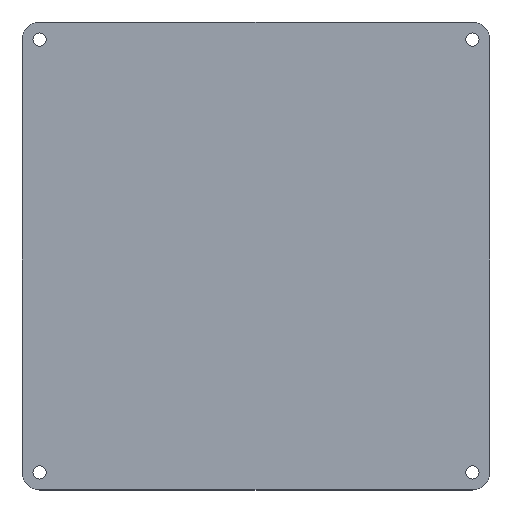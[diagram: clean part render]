
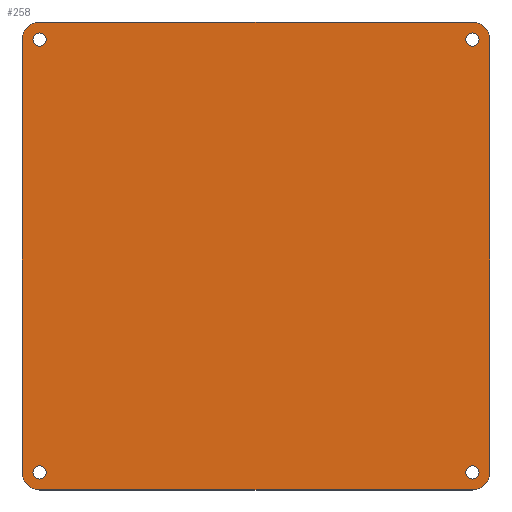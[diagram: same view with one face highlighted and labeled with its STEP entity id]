
A CAD part, top view. The second image highlights one B-rep face of the part: STEP entity #258.
In plain terms, the highlighted planar face has unit normal (0, 0, 1).
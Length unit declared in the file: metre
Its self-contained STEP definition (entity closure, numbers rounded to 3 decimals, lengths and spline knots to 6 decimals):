
#13=CIRCLE('',#276,0.006);
#15=CIRCLE('',#280,0.006);
#17=CIRCLE('',#284,0.006);
#18=CIRCLE('',#287,0.00225);
#20=CIRCLE('',#290,0.00225);
#22=CIRCLE('',#293,0.00225);
#24=CIRCLE('',#296,0.00225);
#27=CIRCLE('',#300,0.006);
#76=ORIENTED_EDGE('',*,*,#128,.F.);
#77=ORIENTED_EDGE('',*,*,#126,.F.);
#78=ORIENTED_EDGE('',*,*,#124,.F.);
#79=ORIENTED_EDGE('',*,*,#122,.F.);
#80=ORIENTED_EDGE('',*,*,#102,.T.);
#81=ORIENTED_EDGE('',*,*,#106,.T.);
#82=ORIENTED_EDGE('',*,*,#109,.F.);
#83=ORIENTED_EDGE('',*,*,#112,.T.);
#84=ORIENTED_EDGE('',*,*,#115,.F.);
#85=ORIENTED_EDGE('',*,*,#118,.T.);
#86=ORIENTED_EDGE('',*,*,#121,.T.);
#87=ORIENTED_EDGE('',*,*,#131,.T.);
#102=EDGE_CURVE('',#135,#134,#158,.T.);
#106=EDGE_CURVE('',#134,#137,#13,.T.);
#109=EDGE_CURVE('',#139,#137,#163,.T.);
#112=EDGE_CURVE('',#139,#141,#15,.T.);
#115=EDGE_CURVE('',#143,#141,#167,.T.);
#118=EDGE_CURVE('',#143,#145,#17,.T.);
#121=EDGE_CURVE('',#145,#147,#171,.T.);
#122=EDGE_CURVE('',#148,#148,#18,.T.);
#124=EDGE_CURVE('',#150,#150,#20,.T.);
#126=EDGE_CURVE('',#152,#152,#22,.T.);
#128=EDGE_CURVE('',#154,#154,#24,.T.);
#131=EDGE_CURVE('',#147,#135,#27,.T.);
#134=VERTEX_POINT('',#387);
#135=VERTEX_POINT('',#389);
#137=VERTEX_POINT('',#395);
#139=VERTEX_POINT('',#401);
#141=VERTEX_POINT('',#407);
#143=VERTEX_POINT('',#413);
#145=VERTEX_POINT('',#419);
#147=VERTEX_POINT('',#425);
#148=VERTEX_POINT('',#429);
#150=VERTEX_POINT('',#434);
#152=VERTEX_POINT('',#439);
#154=VERTEX_POINT('',#444);
#158=LINE('',#388,#174);
#163=LINE('',#402,#179);
#167=LINE('',#414,#183);
#171=LINE('',#426,#187);
#174=VECTOR('',#309,1.);
#179=VECTOR('',#322,1.);
#183=VECTOR('',#334,1.);
#187=VECTOR('',#346,1.);
#204=EDGE_LOOP('',(#76));
#205=EDGE_LOOP('',(#77));
#206=EDGE_LOOP('',(#78));
#207=EDGE_LOOP('',(#79));
#208=EDGE_LOOP('',(#80,#81,#82,#83,#84,#85,#86,#87));
#230=FACE_BOUND('',#204,.T.);
#231=FACE_BOUND('',#205,.T.);
#232=FACE_BOUND('',#206,.T.);
#233=FACE_BOUND('',#207,.T.);
#234=FACE_BOUND('',#208,.T.);
#244=PLANE('',#301);
#258=ADVANCED_FACE('',(#230,#231,#232,#233,#234),#244,.T.);
#276=AXIS2_PLACEMENT_3D('',#396,#316,#317);
#280=AXIS2_PLACEMENT_3D('',#408,#328,#329);
#284=AXIS2_PLACEMENT_3D('',#420,#340,#341);
#287=AXIS2_PLACEMENT_3D('',#428,#349,#350);
#290=AXIS2_PLACEMENT_3D('',#433,#355,#356);
#293=AXIS2_PLACEMENT_3D('',#438,#361,#362);
#296=AXIS2_PLACEMENT_3D('',#443,#367,#368);
#300=AXIS2_PLACEMENT_3D('',#449,#375,#376);
#301=AXIS2_PLACEMENT_3D('',#450,#377,#378);
#309=DIRECTION('',(0.,-1.,0.));
#316=DIRECTION('',(0.,0.,1.));
#317=DIRECTION('',(1.,0.,0.));
#322=DIRECTION('',(-1.,0.,0.));
#328=DIRECTION('',(0.,0.,1.));
#329=DIRECTION('',(1.,0.,0.));
#334=DIRECTION('',(0.,-1.,0.));
#340=DIRECTION('',(0.,0.,1.));
#341=DIRECTION('',(1.,0.,0.));
#346=DIRECTION('',(-1.,0.,0.));
#349=DIRECTION('',(0.,0.,1.));
#350=DIRECTION('',(1.,0.,0.));
#355=DIRECTION('',(0.,0.,1.));
#356=DIRECTION('',(1.,0.,0.));
#361=DIRECTION('',(0.,0.,1.));
#362=DIRECTION('',(1.,0.,0.));
#367=DIRECTION('',(0.,0.,1.));
#368=DIRECTION('',(1.,0.,0.));
#375=DIRECTION('',(0.,0.,1.));
#376=DIRECTION('',(1.,0.,0.));
#377=DIRECTION('',(0.,0.,1.));
#378=DIRECTION('',(1.,0.,0.));
#387=CARTESIAN_POINT('',(-0.08,-0.074,0.028));
#388=CARTESIAN_POINT('',(-0.08,0.,0.028));
#389=CARTESIAN_POINT('',(-0.08,0.074,0.028));
#395=CARTESIAN_POINT('',(-0.074,-0.08,0.028));
#396=CARTESIAN_POINT('',(-0.074,-0.074,0.028));
#401=CARTESIAN_POINT('',(0.074,-0.08,0.028));
#402=CARTESIAN_POINT('',(0.,-0.08,0.028));
#407=CARTESIAN_POINT('',(0.08,-0.074,0.028));
#408=CARTESIAN_POINT('',(0.074,-0.074,0.028));
#413=CARTESIAN_POINT('',(0.08,0.074,0.028));
#414=CARTESIAN_POINT('',(0.08,0.,0.028));
#419=CARTESIAN_POINT('',(0.074,0.08,0.028));
#420=CARTESIAN_POINT('',(0.074,0.074,0.028));
#425=CARTESIAN_POINT('',(-0.074,0.08,0.028));
#426=CARTESIAN_POINT('',(0.,0.08,0.028));
#428=CARTESIAN_POINT('',(-0.074,-0.074,0.028));
#429=CARTESIAN_POINT('',(-0.07175,-0.074,0.028));
#433=CARTESIAN_POINT('',(0.074,-0.074,0.028));
#434=CARTESIAN_POINT('',(0.07625,-0.074,0.028));
#438=CARTESIAN_POINT('',(0.074,0.074,0.028));
#439=CARTESIAN_POINT('',(0.07625,0.074,0.028));
#443=CARTESIAN_POINT('',(-0.074,0.074,0.028));
#444=CARTESIAN_POINT('',(-0.07175,0.074,0.028));
#449=CARTESIAN_POINT('',(-0.074,0.074,0.028));
#450=CARTESIAN_POINT('',(0.,0.,0.028));
